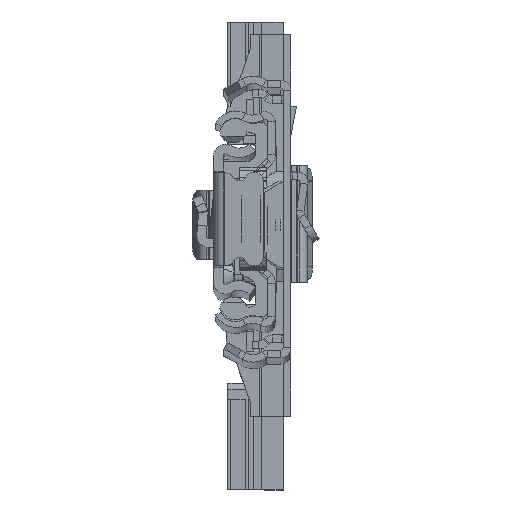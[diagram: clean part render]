
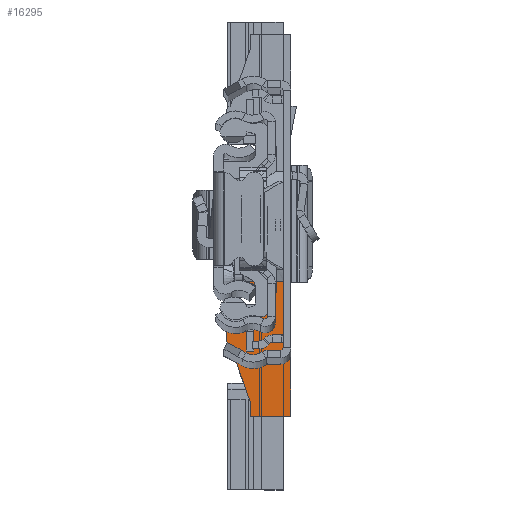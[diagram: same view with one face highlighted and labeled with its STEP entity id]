
A CAD part, top view. The second image highlights one B-rep face of the part: STEP entity #16295.
In plain terms, the highlighted face is planar.
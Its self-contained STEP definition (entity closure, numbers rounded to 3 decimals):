
#181 = VERTEX_POINT ( 'NONE', #1179 ) ;
#393 = EDGE_CURVE ( 'NONE', #36615, #19434, #8916, .T. ) ;
#542 = CARTESIAN_POINT ( 'NONE',  ( 19., 9., -67. ) ) ;
#800 = EDGE_CURVE ( 'NONE', #31622, #12008, #4936, .T. ) ;
#970 = ORIENTED_EDGE ( 'NONE', *, *, #21569, .F. ) ;
#1154 = CARTESIAN_POINT ( 'NONE',  ( 19., -1.2, -67. ) ) ;
#1160 = ORIENTED_EDGE ( 'NONE', *, *, #800, .F. ) ;
#1179 = CARTESIAN_POINT ( 'NONE',  ( 30.5, -1.2, -67. ) ) ;
#1251 = VERTEX_POINT ( 'NONE', #11431 ) ;
#2131 = DIRECTION ( 'NONE',  ( 0., 0., 1. ) ) ;
#2485 = ORIENTED_EDGE ( 'NONE', *, *, #4173, .F. ) ;
#2568 = AXIS2_PLACEMENT_3D ( 'NONE', #7949, #36778, #7584 ) ;
#2573 = CARTESIAN_POINT ( 'NONE',  ( 19., 0., -67. ) ) ;
#2754 = CARTESIAN_POINT ( 'NONE',  ( 13., 9., -67. ) ) ;
#2770 = CARTESIAN_POINT ( 'NONE',  ( 14.498, 7.304, -67. ) ) ;
#3410 = CARTESIAN_POINT ( 'NONE',  ( 10.614, 3.222, -67. ) ) ;
#3481 = B_SPLINE_CURVE_WITH_KNOTS ( 'NONE', 3,
 ( #34448, #28889, #11389, #3410, #25553, #28148 ),
 .UNSPECIFIED., .F., .F.,
 ( 4, 2, 4 ),
 ( 0., 0., 0.001 ),
 .UNSPECIFIED. ) ;
#4173 = EDGE_CURVE ( 'NONE', #16757, #1251, #32690, .T. ) ;
#4526 = DIRECTION ( 'NONE',  ( 1., 0., 0. ) ) ;
#4625 = LINE ( 'NONE', #32530, #25125 ) ;
#4817 = VERTEX_POINT ( 'NONE', #20844 ) ;
#4936 = CIRCLE ( 'NONE', #2568, 0.5 ) ;
#5582 = DIRECTION ( 'NONE',  ( -1., 0., 0. ) ) ;
#5606 = ORIENTED_EDGE ( 'NONE', *, *, #14024, .T. ) ;
#5780 = VERTEX_POINT ( 'NONE', #20519 ) ;
#5830 = VECTOR ( 'NONE', #6842, 1000. ) ;
#6842 = DIRECTION ( 'NONE',  ( -1., 0., 0. ) ) ;
#7031 = CARTESIAN_POINT ( 'NONE',  ( 30.5, 5.2, -67. ) ) ;
#7050 = DIRECTION ( 'NONE',  ( -0.945, 0.328, 0. ) ) ;
#7293 = CARTESIAN_POINT ( 'NONE',  ( 13.5, 8.5, -67. ) ) ;
#7551 = CARTESIAN_POINT ( 'NONE',  ( 30.5, 0., -67. ) ) ;
#7584 = DIRECTION ( 'NONE',  ( 1., 0., 0. ) ) ;
#7594 = VECTOR ( 'NONE', #5582, 1000. ) ;
#7695 = CARTESIAN_POINT ( 'NONE',  ( 9.012, -17.65, -67. ) ) ;
#7949 = CARTESIAN_POINT ( 'NONE',  ( 18.5, 8.5, -67. ) ) ;
#8546 = LINE ( 'NONE', #33855, #7594 ) ;
#8602 = CIRCLE ( 'NONE', #13950, 0.5 ) ;
#8827 = EDGE_CURVE ( 'NONE', #16757, #181, #18696, .T. ) ;
#8875 = LINE ( 'NONE', #2754, #33545 ) ;
#8916 = LINE ( 'NONE', #542, #34450 ) ;
#9655 = EDGE_CURVE ( 'NONE', #31772, #32265, #31383, .T. ) ;
#10085 = EDGE_CURVE ( 'NONE', #4817, #33126, #27646, .T. ) ;
#10131 = CARTESIAN_POINT ( 'NONE',  ( 9.012, 5.732, -67. ) ) ;
#11017 = EDGE_CURVE ( 'NONE', #26784, #5780, #8875, .T. ) ;
#11389 = CARTESIAN_POINT ( 'NONE',  ( 10.451, 3.299, -67. ) ) ;
#11431 = CARTESIAN_POINT ( 'NONE',  ( 28.5, 5.2, -67. ) ) ;
#12008 = VERTEX_POINT ( 'NONE', #35298 ) ;
#12889 = DIRECTION ( 'NONE',  ( 0., 0., 1. ) ) ;
#13018 = EDGE_CURVE ( 'NONE', #31772, #4817, #3481, .T. ) ;
#13145 = CARTESIAN_POINT ( 'NONE',  ( 30.5, 5.2, -67. ) ) ;
#13231 = ORIENTED_EDGE ( 'NONE', *, *, #9655, .F. ) ;
#13329 = CARTESIAN_POINT ( 'NONE',  ( 10.318, 3.419, -67. ) ) ;
#13531 = AXIS2_PLACEMENT_3D ( 'NONE', #2770, #27359, #27186 ) ;
#13589 = VECTOR ( 'NONE', #18512, 1000. ) ;
#13697 = CARTESIAN_POINT ( 'NONE',  ( 13., 3.2, -67. ) ) ;
#13950 = AXIS2_PLACEMENT_3D ( 'NONE', #7293, #12889, #4526 ) ;
#14024 = EDGE_CURVE ( 'NONE', #21046, #32265, #16788, .T. ) ;
#14190 = ORIENTED_EDGE ( 'NONE', *, *, #14924, .F. ) ;
#14208 = CARTESIAN_POINT ( 'NONE',  ( 13.5, 9., -67. ) ) ;
#14707 = CARTESIAN_POINT ( 'NONE',  ( 12.586, 3.2, -67. ) ) ;
#14924 = EDGE_CURVE ( 'NONE', #19434, #181, #20689, .T. ) ;
#15315 = CARTESIAN_POINT ( 'NONE',  ( 13., 8.5, -67. ) ) ;
#16295 = ADVANCED_FACE ( 'NONE', ( #36333 ), #33546, .F. ) ;
#16501 = LINE ( 'NONE', #33418, #18955 ) ;
#16532 = ORIENTED_EDGE ( 'NONE', *, *, #19000, .F. ) ;
#16757 = VERTEX_POINT ( 'NONE', #13145 ) ;
#16788 = LINE ( 'NONE', #7695, #34303 ) ;
#17063 = DIRECTION ( 'NONE',  ( 0., -1., 0. ) ) ;
#18261 = ORIENTED_EDGE ( 'NONE', *, *, #26310, .F. ) ;
#18512 = DIRECTION ( 'NONE',  ( 0., -1., 0. ) ) ;
#18674 = EDGE_CURVE ( 'NONE', #12008, #20656, #8546, .T. ) ;
#18696 = LINE ( 'NONE', #7551, #13589 ) ;
#18955 = VECTOR ( 'NONE', #24897, 1000. ) ;
#19000 = EDGE_CURVE ( 'NONE', #1251, #31622, #4625, .T. ) ;
#19115 = EDGE_LOOP ( 'NONE', ( #18261, #5606, #13231, #31412, #24481, #970, #31456, #36710, #34638, #1160, #16532, #2485, #25528, #14190, #26506 ) ) ;
#19191 = DIRECTION ( 'NONE',  ( 0., 1., 0. ) ) ;
#19197 = CARTESIAN_POINT ( 'NONE',  ( -28.5, 9., -67. ) ) ;
#19434 = VERTEX_POINT ( 'NONE', #1154 ) ;
#20090 = CARTESIAN_POINT ( 'NONE',  ( 12., 3.2, -67. ) ) ;
#20459 = CARTESIAN_POINT ( 'NONE',  ( 13., 4.318, -67. ) ) ;
#20519 = CARTESIAN_POINT ( 'NONE',  ( 13., 4.318, -67. ) ) ;
#20656 = VERTEX_POINT ( 'NONE', #14208 ) ;
#20689 = LINE ( 'NONE', #23855, #27562 ) ;
#20844 = CARTESIAN_POINT ( 'NONE',  ( 10.792, 3.2, -67. ) ) ;
#21046 = VERTEX_POINT ( 'NONE', #34000 ) ;
#21569 = EDGE_CURVE ( 'NONE', #5780, #33126, #23705, .T. ) ;
#22640 = CARTESIAN_POINT ( 'NONE',  ( 12., 3.2, -67. ) ) ;
#23705 =( BOUNDED_CURVE ( )  B_SPLINE_CURVE ( 3, ( #20459, #31826, #14707, #20090 ),
 .UNSPECIFIED., .F., .F. ) 
 B_SPLINE_CURVE_WITH_KNOTS ( ( 4, 4 ),
 ( 4.712, 6.283 ),
 .UNSPECIFIED. ) 
 CURVE ( )  GEOMETRIC_REPRESENTATION_ITEM ( )  RATIONAL_B_SPLINE_CURVE ( ( 1., 0.805, 0.805, 1. ) ) 
 REPRESENTATION_ITEM ( '' )  );
#23855 = CARTESIAN_POINT ( 'NONE',  ( 0., -1.2, -67. ) ) ;
#24481 = ORIENTED_EDGE ( 'NONE', *, *, #10085, .T. ) ;
#24897 = DIRECTION ( 'NONE',  ( 1., 0., 0. ) ) ;
#25125 = VECTOR ( 'NONE', #7050, 1000. ) ;
#25193 = DIRECTION ( 'NONE',  ( 1., 0., 0. ) ) ;
#25528 = ORIENTED_EDGE ( 'NONE', *, *, #8827, .T. ) ;
#25553 = CARTESIAN_POINT ( 'NONE',  ( 10.701, 3.2, -67. ) ) ;
#25924 = DIRECTION ( 'NONE',  ( 1., 0., 0. ) ) ;
#26310 = EDGE_CURVE ( 'NONE', #21046, #36615, #16501, .T. ) ;
#26506 = ORIENTED_EDGE ( 'NONE', *, *, #393, .F. ) ;
#26784 = VERTEX_POINT ( 'NONE', #15315 ) ;
#27186 = DIRECTION ( 'NONE',  ( -1., 0., 0. ) ) ;
#27359 = DIRECTION ( 'NONE',  ( 0., 0., -1. ) ) ;
#27562 = VECTOR ( 'NONE', #25924, 1000. ) ;
#27646 = LINE ( 'NONE', #13697, #32566 ) ;
#28076 = CARTESIAN_POINT ( 'NONE',  ( 19., 8.5, -67. ) ) ;
#28148 = CARTESIAN_POINT ( 'NONE',  ( 10.792, 3.2, -67. ) ) ;
#28206 = DIRECTION ( 'NONE',  ( 1., 0., 0. ) ) ;
#28889 = CARTESIAN_POINT ( 'NONE',  ( 10.38, 3.353, -67. ) ) ;
#31383 = CIRCLE ( 'NONE', #13531, 5.707 ) ;
#31412 = ORIENTED_EDGE ( 'NONE', *, *, #13018, .T. ) ;
#31456 = ORIENTED_EDGE ( 'NONE', *, *, #11017, .F. ) ;
#31622 = VERTEX_POINT ( 'NONE', #28076 ) ;
#31772 = VERTEX_POINT ( 'NONE', #13329 ) ;
#31826 = CARTESIAN_POINT ( 'NONE',  ( 13., 3.663, -67. ) ) ;
#32265 = VERTEX_POINT ( 'NONE', #10131 ) ;
#32530 = CARTESIAN_POINT ( 'NONE',  ( 28.5, 5.2, -67. ) ) ;
#32566 = VECTOR ( 'NONE', #28206, 1000. ) ;
#32690 = LINE ( 'NONE', #7031, #5830 ) ;
#33126 = VERTEX_POINT ( 'NONE', #22640 ) ;
#33418 = CARTESIAN_POINT ( 'NONE',  ( -28.5, 0., -67. ) ) ;
#33545 = VECTOR ( 'NONE', #17063, 1000. ) ;
#33546 = PLANE ( 'NONE',  #36569 ) ;
#33855 = CARTESIAN_POINT ( 'NONE',  ( -28.5, 9., -67. ) ) ;
#34000 = CARTESIAN_POINT ( 'NONE',  ( 9.012, 0., -67. ) ) ;
#34303 = VECTOR ( 'NONE', #19191, 1000. ) ;
#34448 = CARTESIAN_POINT ( 'NONE',  ( 10.318, 3.419, -67. ) ) ;
#34450 = VECTOR ( 'NONE', #34760, 1000. ) ;
#34638 = ORIENTED_EDGE ( 'NONE', *, *, #18674, .F. ) ;
#34760 = DIRECTION ( 'NONE',  ( 0., -1., 0. ) ) ;
#35120 = EDGE_CURVE ( 'NONE', #20656, #26784, #8602, .T. ) ;
#35298 = CARTESIAN_POINT ( 'NONE',  ( 18.5, 9., -67. ) ) ;
#36333 = FACE_OUTER_BOUND ( 'NONE', #19115, .T. ) ;
#36569 = AXIS2_PLACEMENT_3D ( 'NONE', #19197, #2131, #25193 ) ;
#36615 = VERTEX_POINT ( 'NONE', #2573 ) ;
#36710 = ORIENTED_EDGE ( 'NONE', *, *, #35120, .F. ) ;
#36778 = DIRECTION ( 'NONE',  ( 0., 0., 1. ) ) ;
